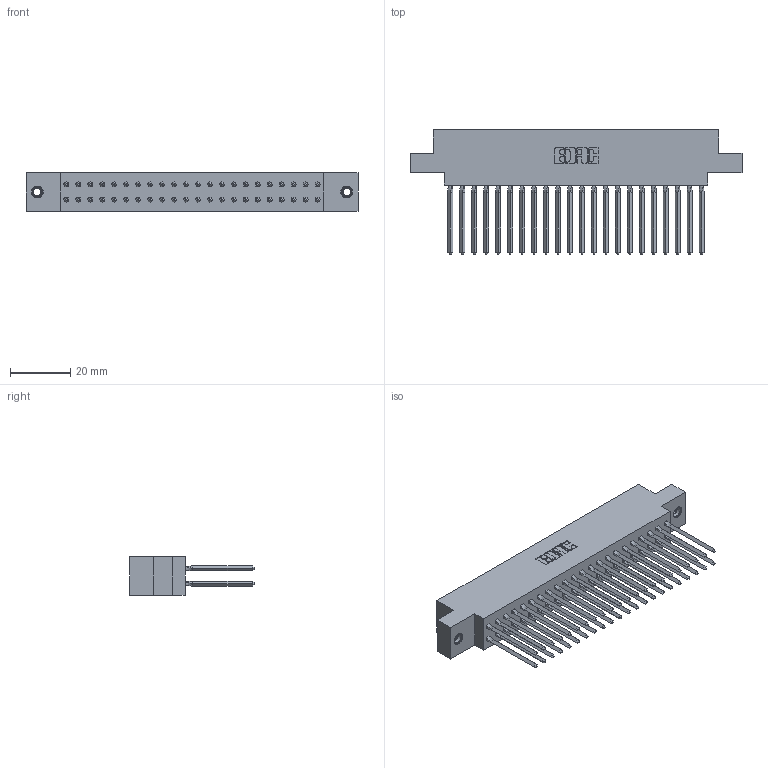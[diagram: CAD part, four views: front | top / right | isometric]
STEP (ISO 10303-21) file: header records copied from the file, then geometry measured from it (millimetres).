
FILE_DESCRIPTION (( 'STEP AP203' ), '1' );
FILE_NAME ('317-044-543-807.STEP', '2020-02-28T02:14:44', ( '' ), ( '' ), 'SwSTEP 2.0', 'SolidWorks 2016', '' );
FILE_SCHEMA (( 'CONFIG_CONTROL_DESIGN' ));
Length unit declared in the file: inch
Products named in the file (4): 317 Part_.156 Dia - TI; 317-290-001_543; 317-044-543-807; 345-250-001_345-250-005-103
Assembly tree (47 placements, depth 2):
  317-044-543-807
    317 Part_.156 Dia - TI
    317-290-001_543  x44
    345-250-001_345-250-005-103  x2
Bounding box: 109.88 x 41.15 x 12.7 mm (x, y, z)
Volume: 17970.6 mm3; surface area: 26513.8 mm2
Topology: 47 solids, 47 shells, 4078 faces, 11279 edges, 7262 vertices
Faces by surface type: plane 3302, cylinder 584, bspline 176, cone 12, torus 4
Entity records: 35777 total; most frequent: CARTESIAN_POINT 6626, ORIENTED_EDGE 6118, DIRECTION 5147, EDGE_CURVE 3059, LINE 2783, VECTOR 2783, VERTEX_POINT 2029, AXIS2_PLACEMENT_3D 1182
